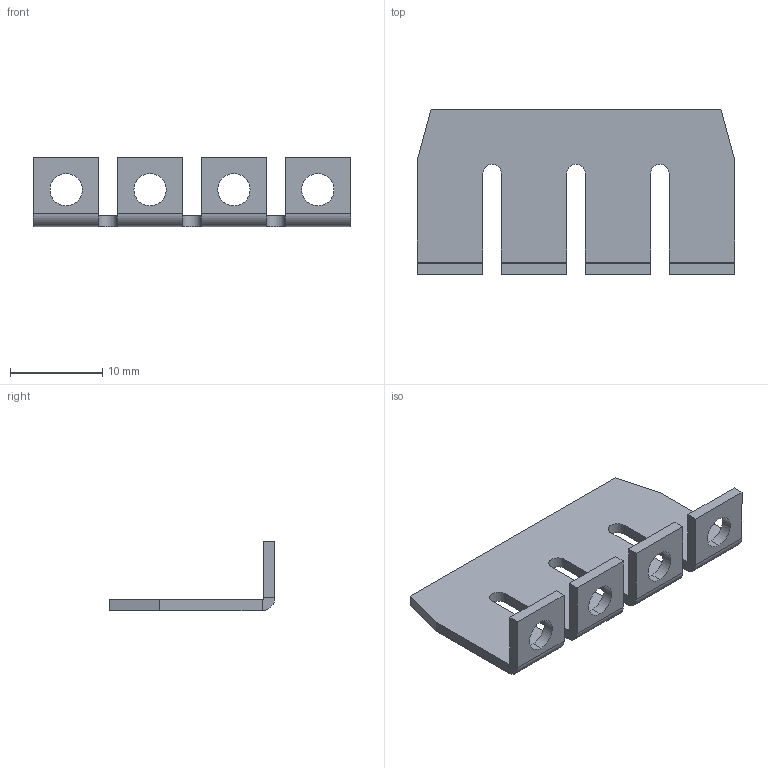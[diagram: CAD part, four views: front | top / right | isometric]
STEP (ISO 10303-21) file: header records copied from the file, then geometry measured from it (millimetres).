
FILE_DESCRIPTION (( 'STEP AP214' ), '1' );
FILE_NAME ('43022_4S_DN-4J6.STEP', '2014-05-29T08:28:23', ( '' ), ( '' ), 'SwSTEP 2.0', 'SolidWorks 2013', '' );
FILE_SCHEMA (( 'AUTOMOTIVE_DESIGN' ));
Length unit declared in the file: millimetre
Products named in the file (1): 43022_4S_DN-4J6
Bounding box: 34.4 x 18 x 7.5 mm (x, y, z)
Volume: 805.3 mm3; surface area: 1658.1 mm2
Topology: 1 solids, 1 shells, 48 faces, 130 edges, 84 vertices
Faces by surface type: plane 29, cylinder 19
Entity records: 1591 total; most frequent: DIRECTION 266, CARTESIAN_POINT 263, ORIENTED_EDGE 260, EDGE_CURVE 130, VECTOR 92, LINE 92, AXIS2_PLACEMENT_3D 87, VERTEX_POINT 84
